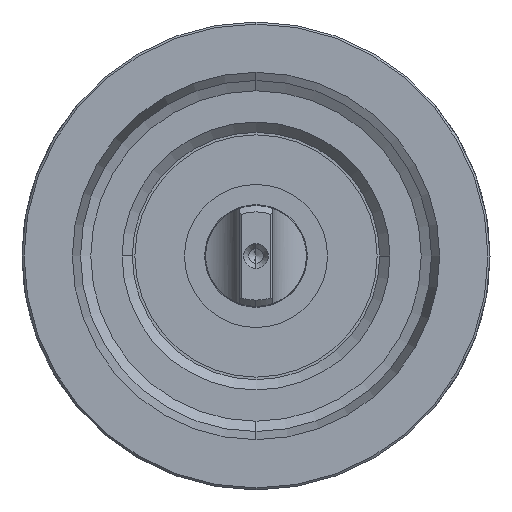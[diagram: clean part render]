
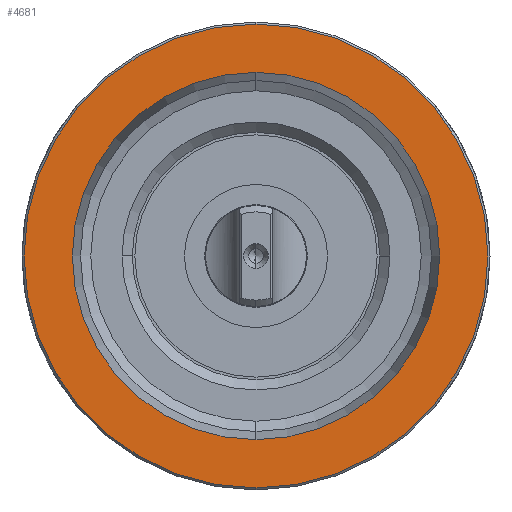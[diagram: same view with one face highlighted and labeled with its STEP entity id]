
A CAD part, left-side view. The second image highlights one B-rep face of the part: STEP entity #4681.
In plain terms, the highlighted planar face has unit normal (-1, 0, 0).
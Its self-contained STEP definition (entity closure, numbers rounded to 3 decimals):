
#576 = CARTESIAN_POINT ( 'NONE',  ( 0., 0., 0. ) ) ;
#722 = AXIS2_PLACEMENT_3D ( 'NONE', #576, #4309, #1126 ) ;
#756 = CARTESIAN_POINT ( 'NONE',  ( 0., 0., 0. ) ) ;
#791 = EDGE_CURVE ( 'NONE', #5714, #4596, #4363, .T. ) ;
#1115 = CARTESIAN_POINT ( 'NONE',  ( 0., 0., -11.3 ) ) ;
#1126 = DIRECTION ( 'NONE',  ( 0., 0., -1. ) ) ;
#1219 = CARTESIAN_POINT ( 'NONE',  ( 0., 0., 0. ) ) ;
#1304 = DIRECTION ( 'NONE',  ( 0., 0., 1. ) ) ;
#1385 = VERTEX_POINT ( 'NONE', #6491 ) ;
#1388 = DIRECTION ( 'NONE',  ( -1., 0., 0. ) ) ;
#1407 = PLANE ( 'NONE',  #5295 ) ;
#1464 = ORIENTED_EDGE ( 'NONE', *, *, #6070, .T. ) ;
#1509 = AXIS2_PLACEMENT_3D ( 'NONE', #1219, #4936, #1750 ) ;
#1546 = ORIENTED_EDGE ( 'NONE', *, *, #791, .F. ) ;
#1750 = DIRECTION ( 'NONE',  ( 0., 0., 1. ) ) ;
#1984 = EDGE_CURVE ( 'NONE', #6739, #1385, #4436, .T. ) ;
#2064 = CARTESIAN_POINT ( 'NONE',  ( 0., 0., 0. ) ) ;
#2604 = DIRECTION ( 'NONE',  ( 0., 0., -1. ) ) ;
#2611 = ORIENTED_EDGE ( 'NONE', *, *, #1984, .T. ) ;
#2886 = FACE_OUTER_BOUND ( 'NONE', #3249, .T. ) ;
#2964 = EDGE_LOOP ( 'NONE', ( #1464, #2611 ) ) ;
#3249 = EDGE_LOOP ( 'NONE', ( #1546, #3612 ) ) ;
#3428 = CARTESIAN_POINT ( 'NONE',  ( 0., 0., 11.3 ) ) ;
#3612 = ORIENTED_EDGE ( 'NONE', *, *, #6606, .F. ) ;
#4054 = CARTESIAN_POINT ( 'NONE',  ( 0., 0., 0. ) ) ;
#4291 = FACE_BOUND ( 'NONE', #2964, .T. ) ;
#4309 = DIRECTION ( 'NONE',  ( 1., 0., 0. ) ) ;
#4363 = CIRCLE ( 'NONE', #722, 11.3 ) ;
#4436 = CIRCLE ( 'NONE', #5749, 8.95 ) ;
#4480 = DIRECTION ( 'NONE',  ( 1., 0., 0. ) ) ;
#4596 = VERTEX_POINT ( 'NONE', #3428 ) ;
#4681 = ADVANCED_FACE ( 'NONE', ( #4291, #2886 ), #1407, .T. ) ;
#4860 = CARTESIAN_POINT ( 'NONE',  ( 0., 0., -8.95 ) ) ;
#4936 = DIRECTION ( 'NONE',  ( 1., 0., 0. ) ) ;
#4939 = CIRCLE ( 'NONE', #5877, 11.3 ) ;
#5110 = CIRCLE ( 'NONE', #1509, 8.95 ) ;
#5129 = DIRECTION ( 'NONE',  ( 0., 0., 1. ) ) ;
#5295 = AXIS2_PLACEMENT_3D ( 'NONE', #4054, #1388, #5129 ) ;
#5714 = VERTEX_POINT ( 'NONE', #1115 ) ;
#5749 = AXIS2_PLACEMENT_3D ( 'NONE', #756, #4480, #1304 ) ;
#5786 = DIRECTION ( 'NONE',  ( 1., 0., 0. ) ) ;
#5877 = AXIS2_PLACEMENT_3D ( 'NONE', #2064, #5786, #2604 ) ;
#6070 = EDGE_CURVE ( 'NONE', #1385, #6739, #5110, .T. ) ;
#6491 = CARTESIAN_POINT ( 'NONE',  ( 0., 0., 8.95 ) ) ;
#6606 = EDGE_CURVE ( 'NONE', #4596, #5714, #4939, .T. ) ;
#6739 = VERTEX_POINT ( 'NONE', #4860 ) ;
